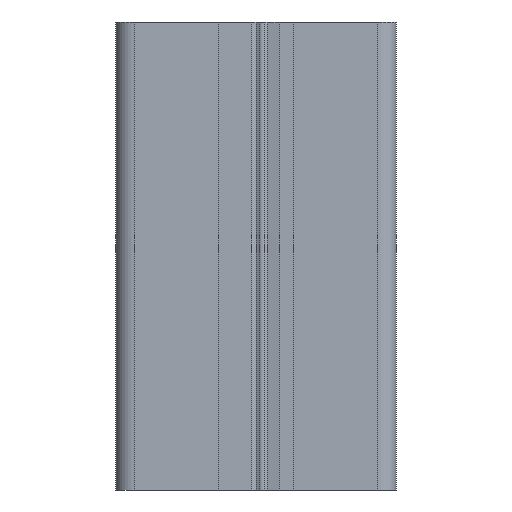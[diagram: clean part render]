
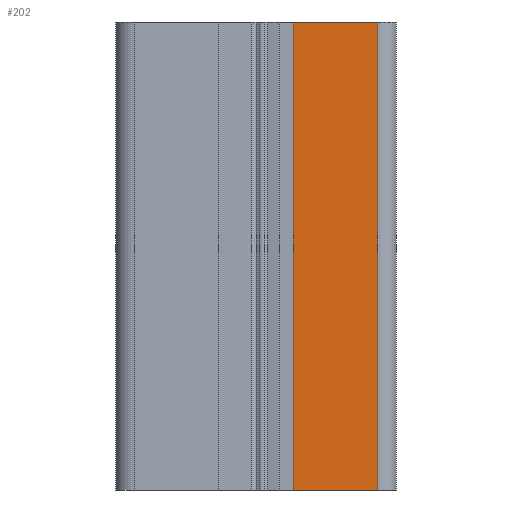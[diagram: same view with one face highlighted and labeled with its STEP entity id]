
A CAD part, left-side view. The second image highlights one B-rep face of the part: STEP entity #202.
In plain terms, the highlighted planar face has unit normal (-1, 0, 0).
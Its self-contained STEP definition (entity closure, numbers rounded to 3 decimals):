
#202 = ADVANCED_FACE( '', ( #527 ), #528, .T. );
#527 = FACE_OUTER_BOUND( '', #982, .T. );
#528 = PLANE( '', #983 );
#982 = EDGE_LOOP( '', ( #1511, #1512, #1513, #1514 ) );
#983 = AXIS2_PLACEMENT_3D( '', #1515, #1516, #1517 );
#1511 = ORIENTED_EDGE( '', *, *, #2906, .F. );
#1512 = ORIENTED_EDGE( '', *, *, #2907, .F. );
#1513 = ORIENTED_EDGE( '', *, *, #2908, .T. );
#1514 = ORIENTED_EDGE( '', *, *, #2909, .T. );
#1515 = CARTESIAN_POINT( '', ( -15., -4., -50. ) );
#1516 = DIRECTION( '', ( -1., 0., 0. ) );
#1517 = DIRECTION( '', ( 0., 0., 1. ) );
#2906 = EDGE_CURVE( '', #3538, #3539, #3540, .T. );
#2907 = EDGE_CURVE( '', #3541, #3538, #3542, .T. );
#2908 = EDGE_CURVE( '', #3541, #3543, #3544, .T. );
#2909 = EDGE_CURVE( '', #3543, #3539, #3545, .T. );
#3538 = VERTEX_POINT( '', #4455 );
#3539 = VERTEX_POINT( '', #4456 );
#3540 = LINE( '', #4457, #4458 );
#3541 = VERTEX_POINT( '', #4459 );
#3542 = LINE( '', #4460, #4461 );
#3543 = VERTEX_POINT( '', #4462 );
#3544 = LINE( '', #4463, #4464 );
#3545 = LINE( '', #4465, #4466 );
#4455 = CARTESIAN_POINT( '', ( -15., -4., 0. ) );
#4456 = CARTESIAN_POINT( '', ( -15., -13., 0. ) );
#4457 = CARTESIAN_POINT( '', ( -15., -4., 0. ) );
#4458 = VECTOR( '', #5551, 1000. );
#4459 = CARTESIAN_POINT( '', ( -15., -4., -50. ) );
#4460 = CARTESIAN_POINT( '', ( -15., -4., -50. ) );
#4461 = VECTOR( '', #5552, 1000. );
#4462 = CARTESIAN_POINT( '', ( -15., -13., -50. ) );
#4463 = CARTESIAN_POINT( '', ( -15., -4., -50. ) );
#4464 = VECTOR( '', #5553, 1000. );
#4465 = CARTESIAN_POINT( '', ( -15., -13., -50. ) );
#4466 = VECTOR( '', #5554, 1000. );
#5551 = DIRECTION( '', ( 0., -1., 0. ) );
#5552 = DIRECTION( '', ( 0., 0., 1. ) );
#5553 = DIRECTION( '', ( 0., -1., 0. ) );
#5554 = DIRECTION( '', ( 0., 0., 1. ) );
